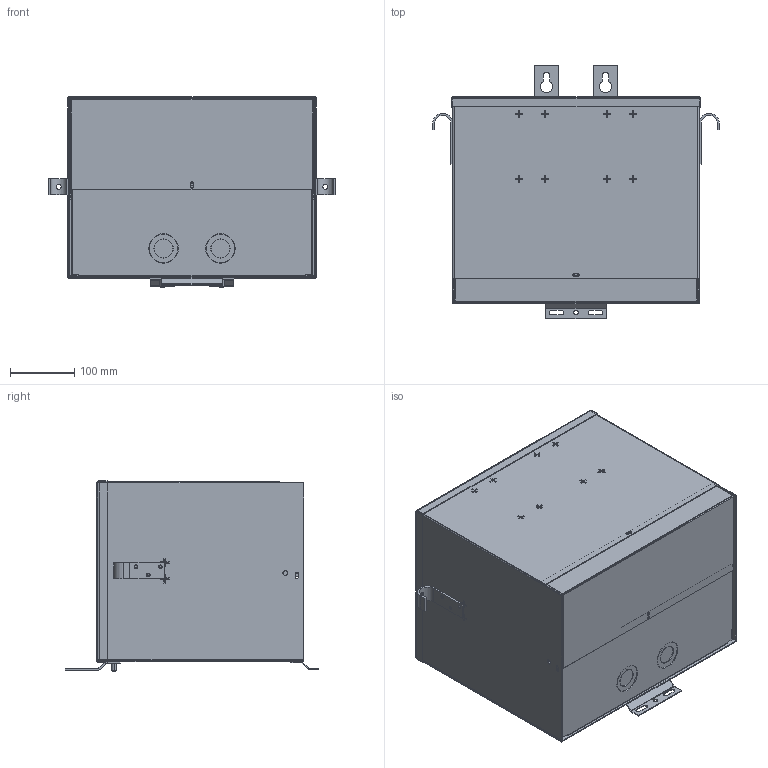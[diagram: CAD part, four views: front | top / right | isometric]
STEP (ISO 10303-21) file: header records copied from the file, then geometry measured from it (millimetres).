
FILE_DESCRIPTION (( 'STEP AP214' ), '1' );
FILE_NAME ('T2A533101S.STEP', '2016-01-22T14:05:05', ( '' ), ( '' ), 'SwSTEP 2.0', 'SolidWorks 2012', '' );
FILE_SCHEMA (( 'AUTOMOTIVE_DESIGN' ));
Length unit declared in the file: inch
Products named in the file (11): A  3-701878-; A  3-701877-; A  1-115443-; A   -700716-; A  3-701874-; A  2-1430301-; A  1-118040-; A  3-701875-; R  3-701874-; F  3-701874-; T2A533101S
Assembly tree (13 placements, depth 3):
  T2A533101S
    A  3-701874-
      F  3-701874-
      R  3-701874-
      A  3-701875-
      A  1-118040-  x2
      A  2-1430301-  x2
    A   -700716-
    A  1-115443-  x2
    A  3-701877-
    A  3-701878-
Bounding box: 447.8 x 395.57 x 297.11 mm (x, y, z)
Volume: 1084701.6 mm3; surface area: 1420594.4 mm2
Topology: 12 solids, 12 shells, 751 faces, 1860 edges, 1184 vertices
Faces by surface type: plane 547, cylinder 138, cone 38, bspline 24, torus 4
Entity records: 22508 total; most frequent: CARTESIAN_POINT 5569, ORIENTED_EDGE 3412, DIRECTION 3276, EDGE_CURVE 1706, VECTOR 1410, LINE 1410, VERTEX_POINT 1090, AXIS2_PLACEMENT_3D 933
